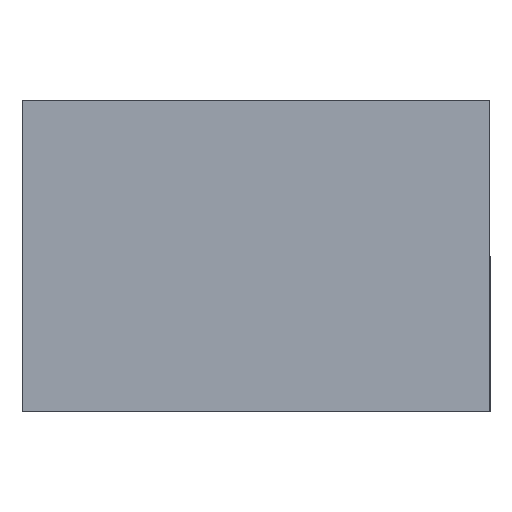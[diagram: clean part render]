
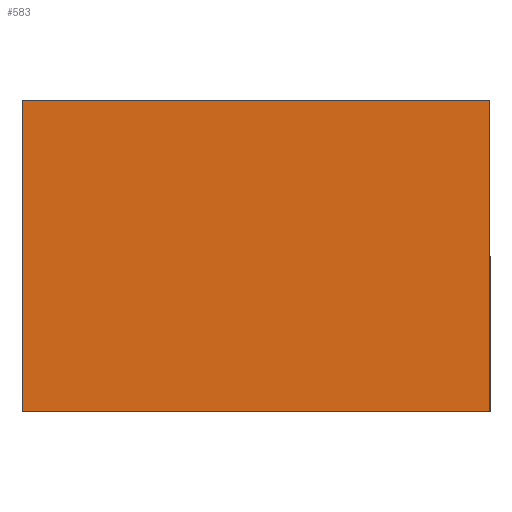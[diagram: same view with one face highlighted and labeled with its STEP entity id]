
A CAD part, front view. The second image highlights one B-rep face of the part: STEP entity #583.
In plain terms, the highlighted planar face has unit normal (0, -1, 0).
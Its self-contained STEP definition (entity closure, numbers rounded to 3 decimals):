
#7 = CARTESIAN_POINT ( 'NONE',  ( -9.525, -19.05, 12.7 ) ) ;
#8 = VERTEX_POINT ( 'NONE', #678 ) ;
#10 = CARTESIAN_POINT ( 'NONE',  ( -9.525, -19.05, 12.7 ) ) ;
#42 = ORIENTED_EDGE ( 'NONE', *, *, #186, .T. ) ;
#64 = VECTOR ( 'NONE', #151, 1000. ) ;
#131 = CARTESIAN_POINT ( 'NONE',  ( -9.525, -19.05, 0. ) ) ;
#151 = DIRECTION ( 'NONE',  ( 1., 0., 0. ) ) ;
#186 = EDGE_CURVE ( 'NONE', #350, #326, #352, .T. ) ;
#247 = ORIENTED_EDGE ( 'NONE', *, *, #770, .T. ) ;
#305 = DIRECTION ( 'NONE',  ( 0., 0., -1. ) ) ;
#326 = VERTEX_POINT ( 'NONE', #131 ) ;
#331 = LINE ( 'NONE', #579, #64 ) ;
#338 = DIRECTION ( 'NONE',  ( 0., 1., 0. ) ) ;
#343 = ORIENTED_EDGE ( 'NONE', *, *, #409, .F. ) ;
#350 = VERTEX_POINT ( 'NONE', #10 ) ;
#352 = LINE ( 'NONE', #683, #746 ) ;
#409 = EDGE_CURVE ( 'NONE', #350, #811, #331, .T. ) ;
#411 = ORIENTED_EDGE ( 'NONE', *, *, #705, .F. ) ;
#424 = EDGE_LOOP ( 'NONE', ( #247, #411, #343, #42 ) ) ;
#466 = LINE ( 'NONE', #651, #805 ) ;
#493 = LINE ( 'NONE', #560, #682 ) ;
#495 = AXIS2_PLACEMENT_3D ( 'NONE', #7, #338, #725 ) ;
#560 = CARTESIAN_POINT ( 'NONE',  ( 9.525, -19.05, 12.7 ) ) ;
#579 = CARTESIAN_POINT ( 'NONE',  ( -9.525, -19.05, 12.7 ) ) ;
#583 = ADVANCED_FACE ( 'NONE', ( #599 ), #654, .F. ) ;
#599 = FACE_OUTER_BOUND ( 'NONE', #424, .T. ) ;
#651 = CARTESIAN_POINT ( 'NONE',  ( -9.525, -19.05, 0. ) ) ;
#654 = PLANE ( 'NONE',  #495 ) ;
#678 = CARTESIAN_POINT ( 'NONE',  ( 9.525, -19.05, 0. ) ) ;
#682 = VECTOR ( 'NONE', #738, 1000. ) ;
#683 = CARTESIAN_POINT ( 'NONE',  ( -9.525, -19.05, 12.7 ) ) ;
#705 = EDGE_CURVE ( 'NONE', #811, #8, #493, .T. ) ;
#717 = DIRECTION ( 'NONE',  ( 1., 0., 0. ) ) ;
#725 = DIRECTION ( 'NONE',  ( 0., 0., 1. ) ) ;
#738 = DIRECTION ( 'NONE',  ( 0., 0., -1. ) ) ;
#746 = VECTOR ( 'NONE', #305, 1000. ) ;
#770 = EDGE_CURVE ( 'NONE', #326, #8, #466, .T. ) ;
#795 = CARTESIAN_POINT ( 'NONE',  ( 9.525, -19.05, 12.7 ) ) ;
#805 = VECTOR ( 'NONE', #717, 1000. ) ;
#811 = VERTEX_POINT ( 'NONE', #795 ) ;
